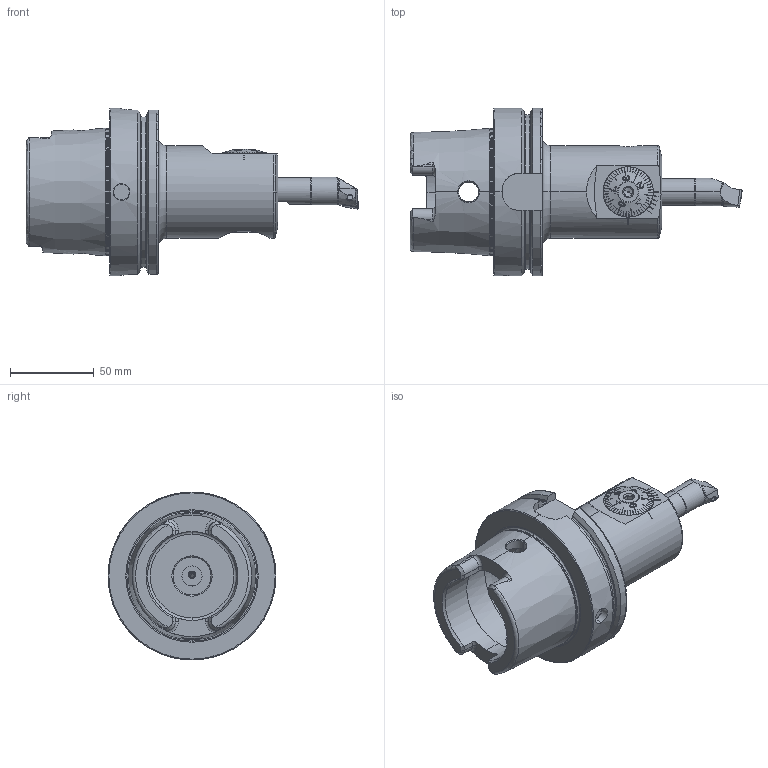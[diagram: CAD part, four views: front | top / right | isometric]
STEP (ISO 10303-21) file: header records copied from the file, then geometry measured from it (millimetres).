
FILE_DESCRIPTION (( 'STEP AP214' ), '1' );
FILE_NAME ('HA0.A55.K01.100.STEP', '2024-08-20T12:11:13', ( '' ), ( '' ), 'SwSTEP 2.0', 'SolidWorks 2022', '' );
FILE_SCHEMA (( 'AUTOMOTIVE_DESIGN' ));
Length unit declared in the file: millimetre
Products named in the file (20): Klebstoff D10; ISO 4026 - M10 x 16_PreviewCfg; HA0.A55.K01.100; A55-BG1.011.041_E; WCB-ER2.001.009_A; B22-WCB.K11.110_B; A55-BG1.011.041; ISO 4026 - M10 x 8; CCMT09T304; B22-WCB.K11.110; A55-BG2.011.016_E; A55-BG1.014.041_B; LMKAS 30 - ø29.7xø22.5x0.3; A55-BG2.015.007_B; ISO 4026 - M10 x 16; HA0-A55.K00.100_A_Fertigbearbeitung; A55-BG1.012.007_B; A55-BG2.014.007_A; A55-BG3.011.033_A_gekürzt; A55-BG2.012.006_B
Assembly tree (23 placements, depth 4):
  HA0.A55.K01.100
    HA0-A55.K00.100_A_Fertigbearbeitung
    WCB-ER2.001.009_A
    A55-BG1.014.041_B
      A55-BG1.011.041
        A55-BG1.011.041_E
        A55-BG1.012.007_B
      A55-BG2.012.006_B
      ISO 4026 - M10 x 16_PreviewCfg  x2
      A55-BG2.015.007_B
        A55-BG2.011.016_E
        A55-BG2.014.007_A
      LMKAS 30 - ø29.7xø22.5x0.3  x2
    A55-BG3.011.033_A_gekürzt
    Klebstoff D10
    ISO 4026 - M10 x 8
    ISO 4026 - M10 x 16  x2
    B22-WCB.K11.110
      B22-WCB.K11.110_B
      CCMT09T304
      WCB-ER2.001.009_A
Bounding box: 197.65 x 100 x 100 mm (x, y, z)
Volume: 417477.7 mm3; surface area: 91489.8 mm2
Topology: 19 solids, 19 shells, 967 faces, 2533 edges, 1600 vertices
Faces by surface type: plane 396, cone 222, cylinder 201, torus 86, bspline 58, sphere 4
Entity records: 39144 total; most frequent: CARTESIAN_POINT 13032, ORIENTED_EDGE 4694, DIRECTION 3947, EDGE_CURVE 2347, AXIS2_PLACEMENT_3D 1527, VERTEX_POINT 1492, EDGE_LOOP 941, VECTOR 893
